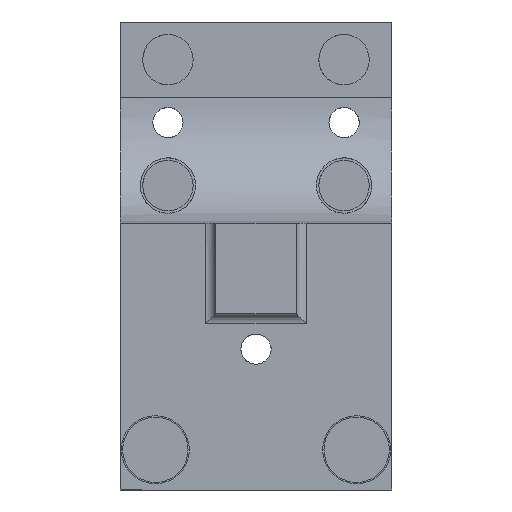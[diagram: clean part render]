
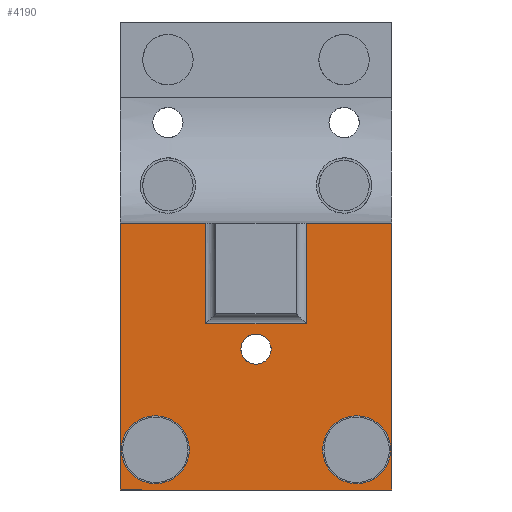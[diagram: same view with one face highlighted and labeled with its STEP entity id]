
A CAD part, front view. The second image highlights one B-rep face of the part: STEP entity #4190.
In plain terms, the highlighted planar face has unit normal (0, -1, 0).
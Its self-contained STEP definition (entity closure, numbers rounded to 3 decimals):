
#3560=CARTESIAN_POINT('Line Origine',(27.,-18.,-1.5)) ;
#3564=CARTESIAN_POINT('Vertex',(27.,-18.,25.)) ;
#3566=CARTESIAN_POINT('Vertex',(27.,-18.,-28.)) ;
#3638=CARTESIAN_POINT('Line Origine',(0.,-18.,-28.)) ;
#3642=CARTESIAN_POINT('Vertex',(-27.,-18.,-28.)) ;
#3669=CARTESIAN_POINT('Vertex',(-20.,-18.,-13.25)) ;
#3672=CARTESIAN_POINT('Axis2P3D Location',(-20.,-18.,-20.)) ;
#3676=CARTESIAN_POINT('Vertex',(-20.,-18.,-26.75)) ;
#3696=CARTESIAN_POINT('Axis2P3D Location',(-20.,-18.,-20.)) ;
#3717=CARTESIAN_POINT('Vertex',(20.,-18.,-13.25)) ;
#3720=CARTESIAN_POINT('Axis2P3D Location',(20.,-18.,-20.)) ;
#3724=CARTESIAN_POINT('Vertex',(20.,-18.,-26.75)) ;
#3744=CARTESIAN_POINT('Axis2P3D Location',(20.,-18.,-20.)) ;
#3760=CARTESIAN_POINT('Vertex',(2.633,-18.,1.438)) ;
#3763=CARTESIAN_POINT('Axis2P3D Location',(0.,-18.,0.)) ;
#3767=CARTESIAN_POINT('Vertex',(-2.633,-18.,-1.438)) ;
#3785=CARTESIAN_POINT('Control Point',(-2.633,-18.,-1.438)) ;
#3786=CARTESIAN_POINT('Control Point',(-2.181,-18.,-2.265)) ;
#3787=CARTESIAN_POINT('Control Point',(-1.404,-18.,-2.915)) ;
#3788=CARTESIAN_POINT('Control Point',(-0.393,-18.,-3.212)) ;
#3789=CARTESIAN_POINT('Control Point',(1.616,-18.,-2.958)) ;
#3790=CARTESIAN_POINT('Control Point',(2.915,-18.,-1.404)) ;
#3791=CARTESIAN_POINT('Control Point',(3.212,-18.,-0.393)) ;
#3792=CARTESIAN_POINT('Control Point',(3.085,-18.,0.611)) ;
#3793=CARTESIAN_POINT('Control Point',(2.633,-18.,1.438)) ;
#3809=CARTESIAN_POINT('Line Origine',(0.,-18.,5.)) ;
#3813=CARTESIAN_POINT('Vertex',(10.,-18.,5.)) ;
#3815=CARTESIAN_POINT('Vertex',(-10.,-18.,5.)) ;
#3879=CARTESIAN_POINT('Line Origine',(-10.,-18.,-1.5)) ;
#3883=CARTESIAN_POINT('Vertex',(-10.,-18.,25.)) ;
#4001=CARTESIAN_POINT('Line Origine',(10.,-18.,-1.5)) ;
#4005=CARTESIAN_POINT('Vertex',(10.,-18.,25.)) ;
#4031=CARTESIAN_POINT('Vertex',(-27.,-18.,25.)) ;
#4039=CARTESIAN_POINT('Line Origine',(-27.,-18.,-1.5)) ;
#4095=CARTESIAN_POINT('Line Origine',(-18.5,-18.,25.)) ;
#4100=CARTESIAN_POINT('Line Origine',(18.5,-18.,25.)) ;
#4163=CARTESIAN_POINT('Axis2P3D Location',(0.,-18.,25.)) ;
#3561=DIRECTION('Vector Direction',(0.,0.,-1.)) ;
#3639=DIRECTION('Vector Direction',(1.,0.,0.)) ;
#3673=DIRECTION('Axis2P3D Direction',(0.,-1.,0.)) ;
#3697=DIRECTION('Axis2P3D Direction',(0.,-1.,0.)) ;
#3721=DIRECTION('Axis2P3D Direction',(0.,-1.,0.)) ;
#3745=DIRECTION('Axis2P3D Direction',(0.,-1.,0.)) ;
#3764=DIRECTION('Axis2P3D Direction',(0.,-1.,0.)) ;
#3810=DIRECTION('Vector Direction',(1.,0.,0.)) ;
#3880=DIRECTION('Vector Direction',(0.,0.,-1.)) ;
#4002=DIRECTION('Vector Direction',(0.,0.,1.)) ;
#4040=DIRECTION('Vector Direction',(0.,0.,-1.)) ;
#4096=DIRECTION('Vector Direction',(1.,0.,0.)) ;
#4101=DIRECTION('Vector Direction',(1.,0.,0.)) ;
#4164=DIRECTION('Axis2P3D Direction',(0.,-1.,0.)) ;
#4165=DIRECTION('Axis2P3D XDirection',(0.,0.,-1.)) ;
#3674=AXIS2_PLACEMENT_3D('Circle Axis2P3D',#3672,#3673,$) ;
#3698=AXIS2_PLACEMENT_3D('Circle Axis2P3D',#3696,#3697,$) ;
#3722=AXIS2_PLACEMENT_3D('Circle Axis2P3D',#3720,#3721,$) ;
#3746=AXIS2_PLACEMENT_3D('Circle Axis2P3D',#3744,#3745,$) ;
#3765=AXIS2_PLACEMENT_3D('Circle Axis2P3D',#3763,#3764,$) ;
#4166=AXIS2_PLACEMENT_3D('Plane Axis2P3D',#4163,#4164,#4165) ;
#4169=ORIENTED_EDGE('',*,*,#4099,.F.) ;
#4170=ORIENTED_EDGE('',*,*,#4043,.T.) ;
#4171=ORIENTED_EDGE('',*,*,#3644,.T.) ;
#4172=ORIENTED_EDGE('',*,*,#3568,.F.) ;
#4173=ORIENTED_EDGE('',*,*,#4104,.F.) ;
#4174=ORIENTED_EDGE('',*,*,#4007,.T.) ;
#4175=ORIENTED_EDGE('',*,*,#3817,.T.) ;
#4176=ORIENTED_EDGE('',*,*,#3885,.T.) ;
#4179=ORIENTED_EDGE('',*,*,#3678,.F.) ;
#4180=ORIENTED_EDGE('',*,*,#3700,.F.) ;
#4183=ORIENTED_EDGE('',*,*,#3726,.F.) ;
#4184=ORIENTED_EDGE('',*,*,#3748,.F.) ;
#4187=ORIENTED_EDGE('',*,*,#3769,.F.) ;
#4188=ORIENTED_EDGE('',*,*,#3794,.F.) ;
#4181=FACE_BOUND('',#4178,.T.) ;
#4185=FACE_BOUND('',#4182,.T.) ;
#4189=FACE_BOUND('',#4186,.T.) ;
#3562=VECTOR('Line Direction',#3561,1.) ;
#3640=VECTOR('Line Direction',#3639,1.) ;
#3811=VECTOR('Line Direction',#3810,1.) ;
#3881=VECTOR('Line Direction',#3880,1.) ;
#4003=VECTOR('Line Direction',#4002,1.) ;
#4041=VECTOR('Line Direction',#4040,1.) ;
#4097=VECTOR('Line Direction',#4096,1.) ;
#4102=VECTOR('Line Direction',#4101,1.) ;
#4190=ADVANCED_FACE('PartBody.1',(#4177,#4181,#4185,#4189),#4167,.T.) ;
#3784=B_SPLINE_CURVE_WITH_KNOTS('',5,(#3785,#3786,#3787,#3788,#3789,#3790,#3791,#3792,#3793),.UNSPECIFIED.,.F.,.U.,(6,3,6),(-4.712,0.,4.712),.UNSPECIFIED.) ;
#3675=CIRCLE('generated circle',#3674,6.75) ;
#3699=CIRCLE('generated circle',#3698,6.75) ;
#3723=CIRCLE('generated circle',#3722,6.75) ;
#3747=CIRCLE('generated circle',#3746,6.75) ;
#3766=CIRCLE('generated circle',#3765,3.) ;
#3568=EDGE_CURVE('',#3565,#3567,#3563,.T.) ;
#3644=EDGE_CURVE('',#3643,#3567,#3641,.T.) ;
#3678=EDGE_CURVE('',#3670,#3677,#3675,.T.) ;
#3700=EDGE_CURVE('',#3677,#3670,#3699,.T.) ;
#3726=EDGE_CURVE('',#3718,#3725,#3723,.T.) ;
#3748=EDGE_CURVE('',#3725,#3718,#3747,.T.) ;
#3769=EDGE_CURVE('',#3761,#3768,#3766,.T.) ;
#3794=EDGE_CURVE('',#3768,#3761,#3784,.T.) ;
#3817=EDGE_CURVE('',#3814,#3816,#3812,.F.) ;
#3885=EDGE_CURVE('',#3816,#3884,#3882,.F.) ;
#4007=EDGE_CURVE('',#4006,#3814,#4004,.F.) ;
#4043=EDGE_CURVE('',#4032,#3643,#4042,.T.) ;
#4099=EDGE_CURVE('',#4032,#3884,#4098,.T.) ;
#4104=EDGE_CURVE('',#4006,#3565,#4103,.T.) ;
#4168=EDGE_LOOP('',(#4169,#4170,#4171,#4172,#4173,#4174,#4175,#4176)) ;
#4178=EDGE_LOOP('',(#4179,#4180)) ;
#4182=EDGE_LOOP('',(#4183,#4184)) ;
#4186=EDGE_LOOP('',(#4187,#4188)) ;
#4177=FACE_OUTER_BOUND('',#4168,.T.) ;
#3563=LINE('Line',#3560,#3562) ;
#3641=LINE('Line',#3638,#3640) ;
#3812=LINE('Line',#3809,#3811) ;
#3882=LINE('Line',#3879,#3881) ;
#4004=LINE('Line',#4001,#4003) ;
#4042=LINE('Line',#4039,#4041) ;
#4098=LINE('Line',#4095,#4097) ;
#4103=LINE('Line',#4100,#4102) ;
#4167=PLANE('',#4166) ;
#3565=VERTEX_POINT('',#3564) ;
#3567=VERTEX_POINT('',#3566) ;
#3643=VERTEX_POINT('',#3642) ;
#3670=VERTEX_POINT('',#3669) ;
#3677=VERTEX_POINT('',#3676) ;
#3718=VERTEX_POINT('',#3717) ;
#3725=VERTEX_POINT('',#3724) ;
#3761=VERTEX_POINT('',#3760) ;
#3768=VERTEX_POINT('',#3767) ;
#3814=VERTEX_POINT('',#3813) ;
#3816=VERTEX_POINT('',#3815) ;
#3884=VERTEX_POINT('',#3883) ;
#4006=VERTEX_POINT('',#4005) ;
#4032=VERTEX_POINT('',#4031) ;
